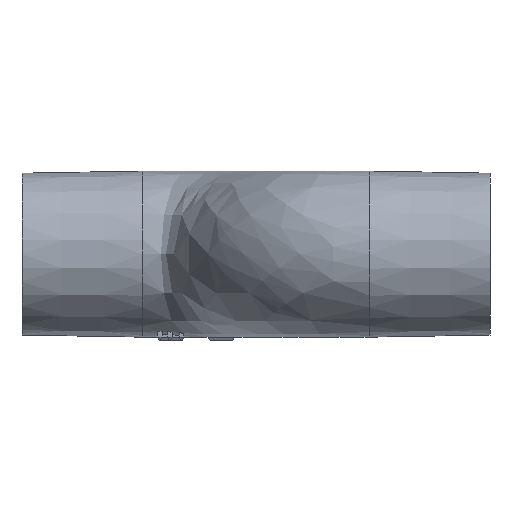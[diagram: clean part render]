
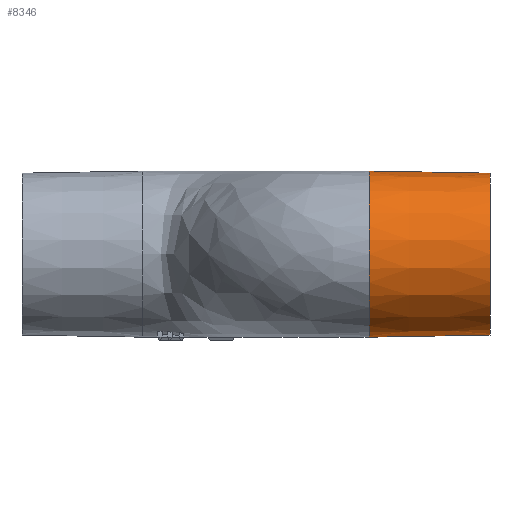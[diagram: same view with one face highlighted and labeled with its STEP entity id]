
A CAD part, left-side view. The second image highlights one B-rep face of the part: STEP entity #8346.
In plain terms, the highlighted conical face has half-angle 1 degrees and reference radius 11 mm.
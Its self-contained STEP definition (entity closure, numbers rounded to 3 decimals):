
#2052 = EDGE_LOOP ( 'NONE', ( #17402, #17541, #19738, #25774 ) ) ;
#3439 = DIRECTION ( 'NONE',  ( 0., 1., 0.017 ) ) ;
#4885 = VERTEX_POINT ( 'NONE', #9366 ) ;
#4977 = VECTOR ( 'NONE', #15613, 1000. ) ;
#5261 = DIRECTION ( 'NONE',  ( 0., -1., 0. ) ) ;
#6431 = VECTOR ( 'NONE', #3439, 1000. ) ;
#8346 = ADVANCED_FACE ( 'NONE', ( #18258 ), #12351, .T. ) ;
#9366 = CARTESIAN_POINT ( 'NONE',  ( -20., 0., 10.721 ) ) ;
#9715 = AXIS2_PLACEMENT_3D ( 'NONE', #17934, #9957, #23595 ) ;
#9957 = DIRECTION ( 'NONE',  ( 0., -1., 0. ) ) ;
#12292 = AXIS2_PLACEMENT_3D ( 'NONE', #15397, #23550, #15561 ) ;
#12351 = CONICAL_SURFACE ( 'NONE', #12292, 11., 0.017 ) ;
#13229 = CARTESIAN_POINT ( 'NONE',  ( -20., 16., 0. ) ) ;
#13347 = EDGE_CURVE ( 'NONE', #4885, #19702, #19483, .T. ) ;
#13395 = EDGE_CURVE ( 'NONE', #19702, #20376, #25683, .T. ) ;
#14628 = VERTEX_POINT ( 'NONE', #15803 ) ;
#15397 = CARTESIAN_POINT ( 'NONE',  ( -20., 16., 0. ) ) ;
#15561 = DIRECTION ( 'NONE',  ( 0., 0., -1. ) ) ;
#15613 = DIRECTION ( 'NONE',  ( 0., 1., -0.017 ) ) ;
#15803 = CARTESIAN_POINT ( 'NONE',  ( -20., 0., -10.721 ) ) ;
#15943 = CARTESIAN_POINT ( 'NONE',  ( -20., 16., -11. ) ) ;
#16974 = DIRECTION ( 'NONE',  ( 0., 0., -1. ) ) ;
#17402 = ORIENTED_EDGE ( 'NONE', *, *, #18271, .F. ) ;
#17541 = ORIENTED_EDGE ( 'NONE', *, *, #13347, .T. ) ;
#17934 = CARTESIAN_POINT ( 'NONE',  ( -20., 0., 0. ) ) ;
#18093 = CARTESIAN_POINT ( 'NONE',  ( -20., 16., -11. ) ) ;
#18258 = FACE_OUTER_BOUND ( 'NONE', #2052, .T. ) ;
#18271 = EDGE_CURVE ( 'NONE', #4885, #14628, #19291, .T. ) ;
#19159 = AXIS2_PLACEMENT_3D ( 'NONE', #13229, #5261, #16974 ) ;
#19291 = CIRCLE ( 'NONE', #9715, 10.721 ) ;
#19483 = LINE ( 'NONE', #25225, #6431 ) ;
#19702 = VERTEX_POINT ( 'NONE', #25338 ) ;
#19738 = ORIENTED_EDGE ( 'NONE', *, *, #13395, .T. ) ;
#20376 = VERTEX_POINT ( 'NONE', #18093 ) ;
#21421 = LINE ( 'NONE', #15943, #4977 ) ;
#23550 = DIRECTION ( 'NONE',  ( 0., 1., 0. ) ) ;
#23595 = DIRECTION ( 'NONE',  ( 0., 0., -1. ) ) ;
#23640 = EDGE_CURVE ( 'NONE', #14628, #20376, #21421, .T. ) ;
#25225 = CARTESIAN_POINT ( 'NONE',  ( -20., 16., 11. ) ) ;
#25338 = CARTESIAN_POINT ( 'NONE',  ( -20., 16., 11. ) ) ;
#25683 = CIRCLE ( 'NONE', #19159, 11. ) ;
#25774 = ORIENTED_EDGE ( 'NONE', *, *, #23640, .F. ) ;
